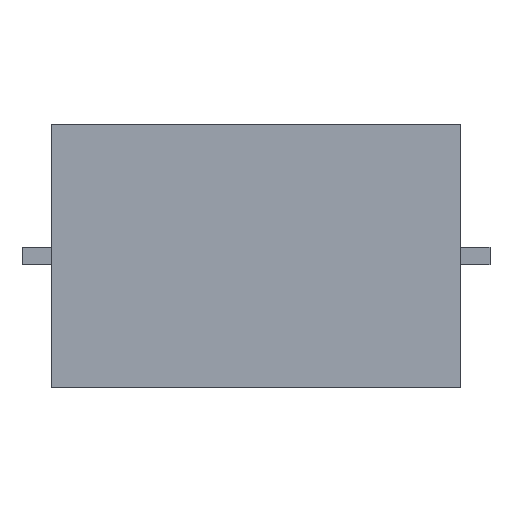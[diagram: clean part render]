
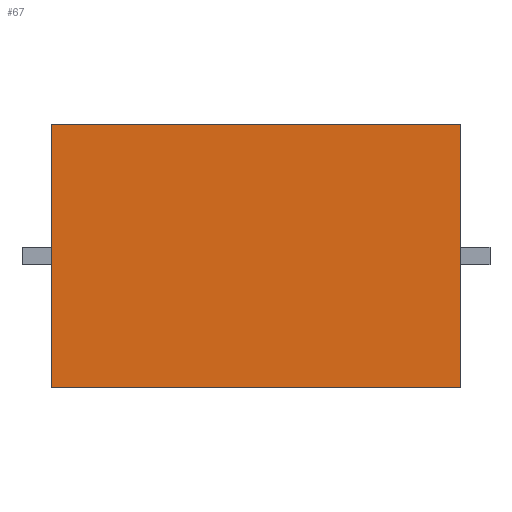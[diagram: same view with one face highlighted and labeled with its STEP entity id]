
A CAD part, front view. The second image highlights one B-rep face of the part: STEP entity #67.
In plain terms, the highlighted planar face has unit normal (0, -1, 0).
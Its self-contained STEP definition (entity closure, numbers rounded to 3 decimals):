
#67=ADVANCED_FACE('NONE',(#127),#128,.T.);
#127=FACE_OUTER_BOUND('',#233,.T.);
#128=PLANE('',#234);
#233=EDGE_LOOP('',(#364,#365,#366,#367));
#234=AXIS2_PLACEMENT_3D('',#368,#369,#370);
#364=ORIENTED_EDGE('',*,*,#743,.F.);
#365=ORIENTED_EDGE('',*,*,#753,.F.);
#366=ORIENTED_EDGE('',*,*,#750,.F.);
#367=ORIENTED_EDGE('',*,*,#747,.F.);
#368=CARTESIAN_POINT('',(-350.0,0.0,225.0));
#369=DIRECTION('',(0.0,-1.0,0.0));
#370=DIRECTION('',(0.0,0.0,-1.0));
#743=EDGE_CURVE('',#872,#873,#874,.T.);
#747=EDGE_CURVE('',#873,#880,#881,.T.);
#750=EDGE_CURVE('',#880,#885,#886,.T.);
#753=EDGE_CURVE('',#885,#872,#890,.T.);
#872=VERTEX_POINT('',#1080);
#873=VERTEX_POINT('',#1081);
#874=LINE('',#1082,#1083);
#880=VERTEX_POINT('',#1092);
#881=LINE('',#1093,#1094);
#885=VERTEX_POINT('',#1100);
#886=LINE('',#1101,#1102);
#890=LINE('',#1108,#1109);
#1080=CARTESIAN_POINT('',(-350.0,0.0,-225.0));
#1081=CARTESIAN_POINT('',(-350.0,0.0,225.0));
#1082=CARTESIAN_POINT('',(-350.0,0.0,-225.0));
#1083=VECTOR('',#1416,1.0);
#1092=CARTESIAN_POINT('',(350.0,0.0,225.0));
#1093=CARTESIAN_POINT('',(-350.0,0.0,225.0));
#1094=VECTOR('',#1420,1.0);
#1100=CARTESIAN_POINT('',(350.0,0.0,-225.0));
#1101=CARTESIAN_POINT('',(350.0,0.0,225.0));
#1102=VECTOR('',#1423,1.0);
#1108=CARTESIAN_POINT('',(350.0,0.0,-225.0));
#1109=VECTOR('',#1426,1.0);
#1416=DIRECTION('',(0.0,0.0,1.0));
#1420=DIRECTION('',(1.0,0.0,0.));
#1423=DIRECTION('',(0.0,0.0,-1.0));
#1426=DIRECTION('',(-1.0,0.0,0.));
